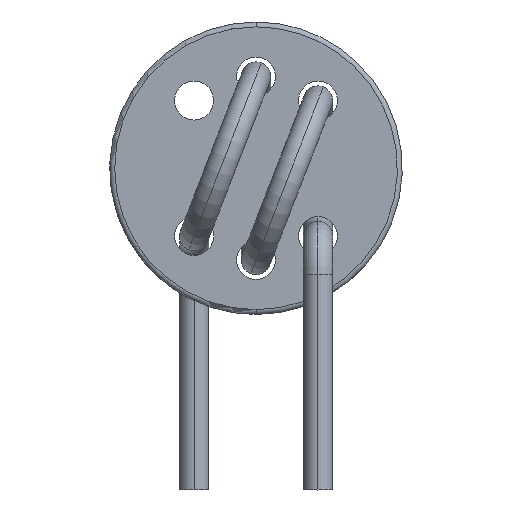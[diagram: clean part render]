
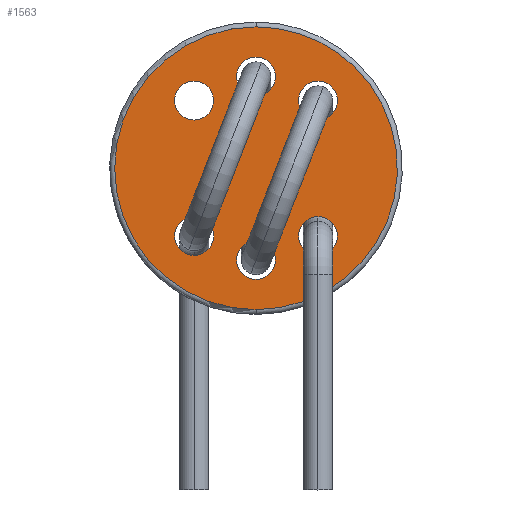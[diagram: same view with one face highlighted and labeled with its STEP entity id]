
A CAD part, left-side view. The second image highlights one B-rep face of the part: STEP entity #1563.
In plain terms, the highlighted planar face has unit normal (-1, 0, 0).
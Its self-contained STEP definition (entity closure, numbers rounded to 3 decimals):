
#949=CARTESIAN_POINT('',(-5.,0.87,1.611));
#950=VERTEX_POINT('',#949);
#966=CARTESIAN_POINT('',(-5.,1.67,1.611));
#967=VERTEX_POINT('',#966);
#974=CARTESIAN_POINT('',(-5.,1.27,1.611));
#975=DIRECTION('',(1.0,0.0,0.0));
#976=DIRECTION('',(0.0,-1.0,0.0));
#977=AXIS2_PLACEMENT_3D('',#974,#975,#976);
#978=CIRCLE('',#977,0.4);
#979=EDGE_CURVE('',#950,#967,#978,.T.);
#991=CARTESIAN_POINT('',(-5.,-1.67,1.61));
#992=VERTEX_POINT('',#991);
#1008=CARTESIAN_POINT('',(-5.,-0.87,1.61));
#1009=VERTEX_POINT('',#1008);
#1016=CARTESIAN_POINT('',(-5.,-1.27,1.61));
#1017=DIRECTION('',(1.0,0.0,0.0));
#1018=DIRECTION('',(0.0,-1.0,0.0));
#1019=AXIS2_PLACEMENT_3D('',#1016,#1017,#1018);
#1020=CIRCLE('',#1019,0.4);
#1021=EDGE_CURVE('',#992,#1009,#1020,.T.);
#1033=CARTESIAN_POINT('',(-5.,-0.4,4.881));
#1034=VERTEX_POINT('',#1033);
#1050=CARTESIAN_POINT('',(-5.,0.4,4.881));
#1051=VERTEX_POINT('',#1050);
#1058=CARTESIAN_POINT('',(-5.,0.,4.881));
#1059=DIRECTION('',(1.0,0.0,0.0));
#1060=DIRECTION('',(0.0,-1.0,0.0));
#1061=AXIS2_PLACEMENT_3D('',#1058,#1059,#1060);
#1062=CIRCLE('',#1061,0.4);
#1063=EDGE_CURVE('',#1034,#1051,#1062,.T.);
#1075=CARTESIAN_POINT('',(-5.,0.871,4.389));
#1076=VERTEX_POINT('',#1075);
#1092=CARTESIAN_POINT('',(-5.,1.671,4.389));
#1093=VERTEX_POINT('',#1092);
#1100=CARTESIAN_POINT('',(-5.,1.271,4.389));
#1101=DIRECTION('',(1.0,0.0,0.0));
#1102=DIRECTION('',(0.0,-1.0,0.0));
#1103=AXIS2_PLACEMENT_3D('',#1100,#1101,#1102);
#1104=CIRCLE('',#1103,0.4);
#1105=EDGE_CURVE('',#1076,#1093,#1104,.T.);
#1117=CARTESIAN_POINT('',(-5.,-1.669,4.388));
#1118=VERTEX_POINT('',#1117);
#1134=CARTESIAN_POINT('',(-5.,-0.869,4.388));
#1135=VERTEX_POINT('',#1134);
#1142=CARTESIAN_POINT('',(-5.,-1.269,4.388));
#1143=DIRECTION('',(1.0,0.0,0.0));
#1144=DIRECTION('',(0.0,-1.0,0.0));
#1145=AXIS2_PLACEMENT_3D('',#1142,#1143,#1144);
#1146=CIRCLE('',#1145,0.4);
#1147=EDGE_CURVE('',#1118,#1135,#1146,.T.);
#1159=CARTESIAN_POINT('',(-5.,-0.4,1.118));
#1160=VERTEX_POINT('',#1159);
#1176=CARTESIAN_POINT('',(-5.,0.4,1.118));
#1177=VERTEX_POINT('',#1176);
#1184=CARTESIAN_POINT('',(-5.,0.,1.118));
#1185=DIRECTION('',(1.0,0.0,0.0));
#1186=DIRECTION('',(0.0,-1.0,0.0));
#1187=AXIS2_PLACEMENT_3D('',#1184,#1185,#1186);
#1188=CIRCLE('',#1187,0.4);
#1189=EDGE_CURVE('',#1160,#1177,#1188,.T.);
#1201=CARTESIAN_POINT('',(-5.,0.,5.9));
#1202=VERTEX_POINT('',#1201);
#1228=CARTESIAN_POINT('',(-5.,0.,0.1));
#1229=VERTEX_POINT('',#1228);
#1237=CARTESIAN_POINT('',(-5.,0.,3.));
#1238=DIRECTION('',(1.,0.,0.));
#1239=DIRECTION('',(0.,0.695,-0.719));
#1240=AXIS2_PLACEMENT_3D('',#1237,#1238,#1239);
#1241=CIRCLE('',#1240,2.9);
#1242=EDGE_CURVE('',#1229,#1202,#1241,.T.);
#1471=CARTESIAN_POINT('',(-5.0,-2.014,5.086));
#1472=VERTEX_POINT('',#1471);
#1473=CARTESIAN_POINT('',(-5.,0.,3.));
#1474=DIRECTION('',(1.,0.,0.));
#1475=DIRECTION('',(0.,0.695,-0.719));
#1476=AXIS2_PLACEMENT_3D('',#1473,#1474,#1475);
#1477=CIRCLE('',#1476,2.9);
#1478=EDGE_CURVE('',#1202,#1472,#1477,.T.);
#1480=CARTESIAN_POINT('',(-5.,0.,3.));
#1481=DIRECTION('',(1.,0.,0.));
#1482=DIRECTION('',(0.,0.695,-0.719));
#1483=AXIS2_PLACEMENT_3D('',#1480,#1481,#1482);
#1484=CIRCLE('',#1483,2.9);
#1485=EDGE_CURVE('',#1472,#1229,#1484,.T.);
#1493=CARTESIAN_POINT('',(-5.,0.,3.));
#1494=DIRECTION('',(-1.0,0.0,0.0));
#1495=DIRECTION('',(0.0,0.719,0.695));
#1496=AXIS2_PLACEMENT_3D('',#1493,#1494,#1495);
#1497=PLANE('',#1496);
#1498=ORIENTED_EDGE('',*,*,#1485,.F.);
#1499=ORIENTED_EDGE('',*,*,#1478,.F.);
#1500=ORIENTED_EDGE('',*,*,#1242,.F.);
#1501=EDGE_LOOP('',(#1498,#1499,#1500));
#1502=FACE_OUTER_BOUND('',#1501,.T.);
#1503=ORIENTED_EDGE('',*,*,#979,.T.);
#1504=CARTESIAN_POINT('',(-5.,1.27,1.611));
#1505=DIRECTION('',(1.0,0.0,0.0));
#1506=DIRECTION('',(0.0,-1.0,0.0));
#1507=AXIS2_PLACEMENT_3D('',#1504,#1505,#1506);
#1508=CIRCLE('',#1507,0.4);
#1509=EDGE_CURVE('',#967,#950,#1508,.T.);
#1510=ORIENTED_EDGE('',*,*,#1509,.T.);
#1511=EDGE_LOOP('',(#1503,#1510));
#1512=FACE_BOUND('',#1511,.T.);
#1513=ORIENTED_EDGE('',*,*,#1021,.T.);
#1514=CARTESIAN_POINT('',(-5.,-1.27,1.61));
#1515=DIRECTION('',(1.0,0.0,0.0));
#1516=DIRECTION('',(0.0,-1.0,0.0));
#1517=AXIS2_PLACEMENT_3D('',#1514,#1515,#1516);
#1518=CIRCLE('',#1517,0.4);
#1519=EDGE_CURVE('',#1009,#992,#1518,.T.);
#1520=ORIENTED_EDGE('',*,*,#1519,.T.);
#1521=EDGE_LOOP('',(#1513,#1520));
#1522=FACE_BOUND('',#1521,.T.);
#1523=ORIENTED_EDGE('',*,*,#1063,.T.);
#1524=CARTESIAN_POINT('',(-5.,0.,4.881));
#1525=DIRECTION('',(1.0,0.0,0.0));
#1526=DIRECTION('',(0.0,-1.0,0.0));
#1527=AXIS2_PLACEMENT_3D('',#1524,#1525,#1526);
#1528=CIRCLE('',#1527,0.4);
#1529=EDGE_CURVE('',#1051,#1034,#1528,.T.);
#1530=ORIENTED_EDGE('',*,*,#1529,.T.);
#1531=EDGE_LOOP('',(#1523,#1530));
#1532=FACE_BOUND('',#1531,.T.);
#1533=ORIENTED_EDGE('',*,*,#1105,.T.);
#1534=CARTESIAN_POINT('',(-5.,1.271,4.389));
#1535=DIRECTION('',(1.0,0.0,0.0));
#1536=DIRECTION('',(0.0,-1.0,0.0));
#1537=AXIS2_PLACEMENT_3D('',#1534,#1535,#1536);
#1538=CIRCLE('',#1537,0.4);
#1539=EDGE_CURVE('',#1093,#1076,#1538,.T.);
#1540=ORIENTED_EDGE('',*,*,#1539,.T.);
#1541=EDGE_LOOP('',(#1533,#1540));
#1542=FACE_BOUND('',#1541,.T.);
#1543=ORIENTED_EDGE('',*,*,#1147,.T.);
#1544=CARTESIAN_POINT('',(-5.,-1.269,4.388));
#1545=DIRECTION('',(1.0,0.0,0.0));
#1546=DIRECTION('',(0.0,-1.0,0.0));
#1547=AXIS2_PLACEMENT_3D('',#1544,#1545,#1546);
#1548=CIRCLE('',#1547,0.4);
#1549=EDGE_CURVE('',#1135,#1118,#1548,.T.);
#1550=ORIENTED_EDGE('',*,*,#1549,.T.);
#1551=EDGE_LOOP('',(#1543,#1550));
#1552=FACE_BOUND('',#1551,.T.);
#1553=ORIENTED_EDGE('',*,*,#1189,.T.);
#1554=CARTESIAN_POINT('',(-5.,0.,1.118));
#1555=DIRECTION('',(1.0,0.0,0.0));
#1556=DIRECTION('',(0.0,-1.0,0.0));
#1557=AXIS2_PLACEMENT_3D('',#1554,#1555,#1556);
#1558=CIRCLE('',#1557,0.4);
#1559=EDGE_CURVE('',#1177,#1160,#1558,.T.);
#1560=ORIENTED_EDGE('',*,*,#1559,.T.);
#1561=EDGE_LOOP('',(#1553,#1560));
#1562=FACE_BOUND('',#1561,.T.);
#1563=ADVANCED_FACE('',(#1502,#1512,#1522,#1532,#1542,#1552,#1562),#1497,.T.);
